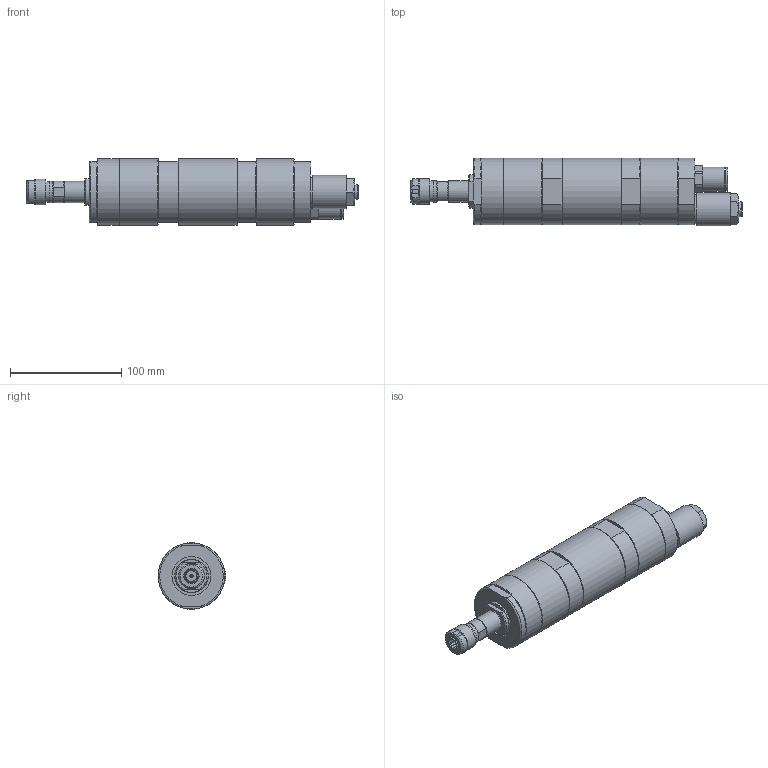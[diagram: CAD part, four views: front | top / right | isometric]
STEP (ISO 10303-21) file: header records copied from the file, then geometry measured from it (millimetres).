
FILE_DESCRIPTION(/* description */ (''),/* implementation_level */ '2;1');
FILE_NAME(/* name */ 'PGAS 11-58 RS_P60065857.stp',/* time_stamp */ '2022-04-07T14:51:22+02:00',/* author */ ('IBasyouni'),/* organization */ (''),/* preprocessor_version */ 'ST-DEVELOPER v18.1',/* originating_system */ 'Autodesk Inventor 2021',/* authorisation */ '');
FILE_SCHEMA (('AUTOMOTIVE_DESIGN { 1 0 10303 214 3 1 1 }'));
Length unit declared in the file: millimetre
Products named in the file (1): PGAS 11-58 RS_P60065857
Bounding box: 298.27 x 61 x 60 mm (x, y, z)
Volume: 601443.9 mm3; surface area: 61078 mm2
Topology: 1 solids, 7 shells, 393 faces, 1007 edges, 645 vertices
Faces by surface type: plane 207, cone 87, cylinder 84, bspline 7, torus 6, sphere 2
Full cylindrical faces by diameter (mm): 1.55 x2, 1.6 x1, 3.6 x1, 4 x1, 5 x1, 5.5 x1, 10 x1, 10.5 x1, 11.245 x1, 12 x1, 13.2 x1, 14 x2, 14.95 x1, 16 x1, 18.8 x1, 19 x2, 20.9 x1, 21 x1, 21.6 x2, 23 x1, 26 x1, 29.95 x1, 30 x1, 35 x1, 40 x1, 55.178 x1, 55.376 x1, 60 x4
Entity records: 12533 total; most frequent: CARTESIAN_POINT 2731, ORIENTED_EDGE 2010, DIRECTION 1902, EDGE_CURVE 1005, AXIS2_PLACEMENT_3D 721, VERTEX_POINT 645, LINE 460, VECTOR 460
